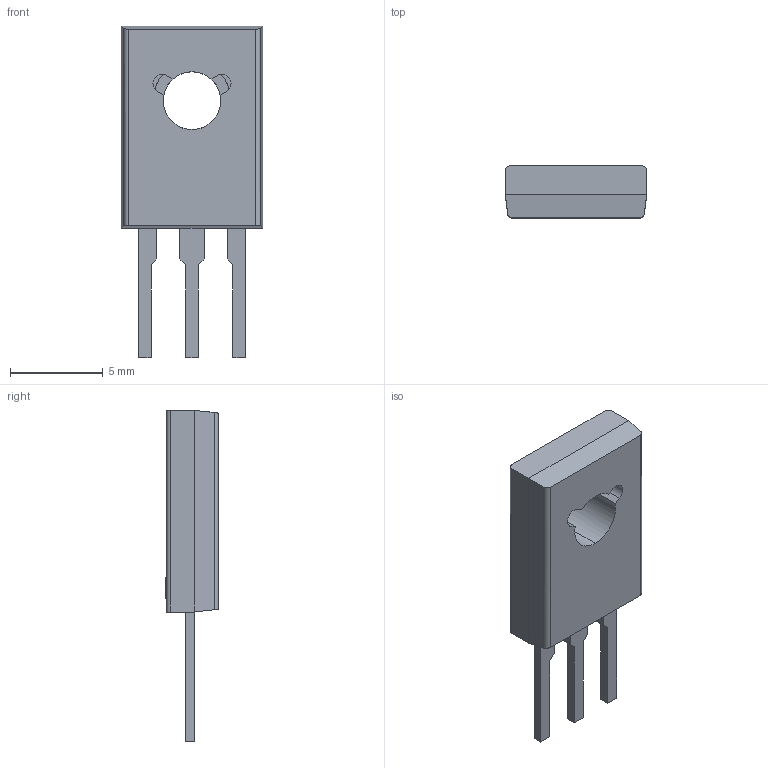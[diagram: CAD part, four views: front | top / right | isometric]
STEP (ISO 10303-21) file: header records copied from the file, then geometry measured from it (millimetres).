
FILE_DESCRIPTION (( 'STEP AP214' ), '1' );
FILE_NAME ('TO-225_3PIN-L7.6-W2.8-H13.6-P2.54-L.step', '2024-07-01T02:11:07', ( '' ), ( '' ), 'SwSTEP 2.0', 'SolidWorks 2021', '' );
FILE_SCHEMA (( 'AUTOMOTIVE_DESIGN' ));
Length unit declared in the file: millimetre
Products named in the file (1): TO-225_3PIN-L7.6-W2.8-H13.6-P2.54-L
Bounding box: 7.6 x 2.81 x 17.82 mm (x, y, z)
Volume: 211.1 mm3; surface area: 434.6 mm2
Topology: 2 solids, 2 shells, 287 faces, 784 edges, 518 vertices
Faces by surface type: plane 177, bspline 98, cylinder 12
Entity records: 12726 total; most frequent: CARTESIAN_POINT 2908, ORIENTED_EDGE 1568, DIRECTION 992, EDGE_CURVE 784, VECTOR 548, LINE 548, VERTEX_POINT 518, EDGE_LOOP 312
